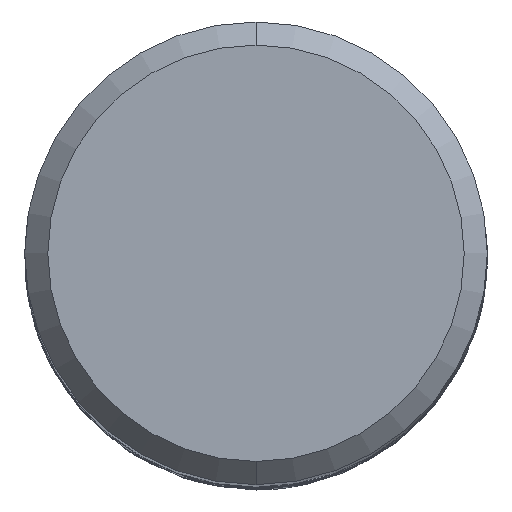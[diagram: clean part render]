
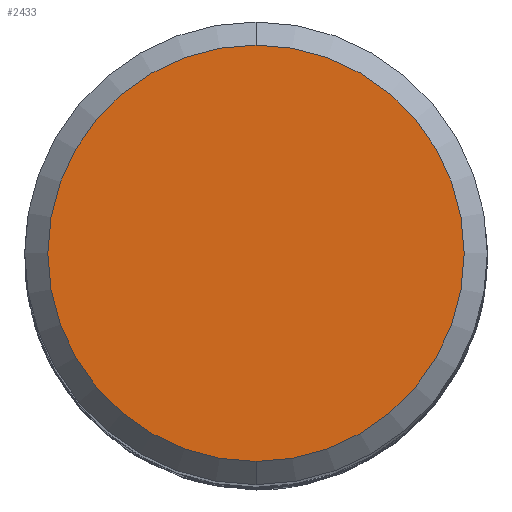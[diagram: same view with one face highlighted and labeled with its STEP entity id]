
A CAD part, top view. The second image highlights one B-rep face of the part: STEP entity #2433.
In plain terms, the highlighted planar face has unit normal (0, 0, 1).
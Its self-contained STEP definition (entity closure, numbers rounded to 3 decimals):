
#963=EDGE_CURVE('',#1997,#1543,#2766,.T.);
#1543=VERTEX_POINT('',#3396);
#1997=VERTEX_POINT('',#3897);
#2311=EDGE_CURVE('',#1543,#1997,#4238,.T.);
#2433=ADVANCED_FACE('',(#4367),#4368,.T.);
#2766=CIRCLE('',#4797,7.2);
#3396=CARTESIAN_POINT('',(0.0,7.2,0.0));
#3897=CARTESIAN_POINT('',(0.,-7.2,0.0));
#4238=CIRCLE('',#22831,7.2);
#4367=FACE_OUTER_BOUND('',#23355,.T.);
#4368=PLANE('',#23356);
#4797=AXIS2_PLACEMENT_3D('',#25994,#25995,#25996);
#22831=AXIS2_PLACEMENT_3D('',#27544,#27545,#27546);
#23355=EDGE_LOOP('',(#27647,#27648));
#23356=AXIS2_PLACEMENT_3D('',#27649,#27650,#27651);
#25994=CARTESIAN_POINT('',(0.0,0.0,0.0));
#25995=DIRECTION('',(0.0,0.0,-1.0));
#25996=DIRECTION('',(0.0,1.0,0.0));
#27544=CARTESIAN_POINT('',(0.0,0.0,0.0));
#27545=DIRECTION('',(0.0,0.0,-1.0));
#27546=DIRECTION('',(0.0,1.0,0.0));
#27647=ORIENTED_EDGE('',*,*,#2311,.F.);
#27648=ORIENTED_EDGE('',*,*,#963,.F.);
#27649=CARTESIAN_POINT('',(0.0,3.6,0.0));
#27650=DIRECTION('',(-0.0,0.0,1.0));
#27651=DIRECTION('',(0.0,-1.0,0.0));
